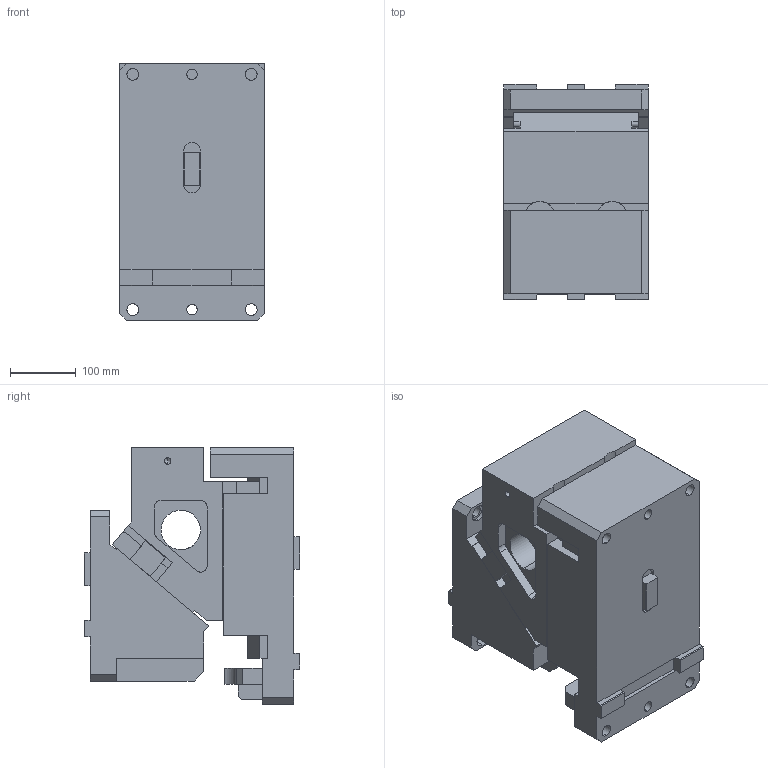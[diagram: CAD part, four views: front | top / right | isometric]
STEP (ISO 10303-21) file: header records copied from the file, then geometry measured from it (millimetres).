
FILE_DESCRIPTION(('CATIA V5 STEP Exchange'),'2;1');
FILE_NAME('CDCV_220_00_70.stp','2015-05-11T15:48:45+00:00',('none'),('none'),'CATIA Version 5 Release 19 SP 2 (IN-10)','CATIA V5 STEP AP203','none');
FILE_SCHEMA(('CONFIG_CONTROL_DESIGN'));
Length unit declared in the file: millimetre
Products named in the file (1): CDCV_220_00_70
Bounding box: 220 x 328 x 390 mm (x, y, z)
Volume: 18261635.1 mm3; surface area: 1088406.1 mm2
Topology: 3 solids, 3 shells, 316 faces, 851 edges, 555 vertices
Faces by surface type: plane 233, cylinder 76, cone 6, extrusion 1
Entity records: 10917 total; most frequent: CARTESIAN_POINT 3293, ORIENTED_EDGE 1690, DIRECTION 1297, EDGE_CURVE 845, VECTOR 687, LINE 686, VERTEX_POINT 555, EDGE_LOOP 362
